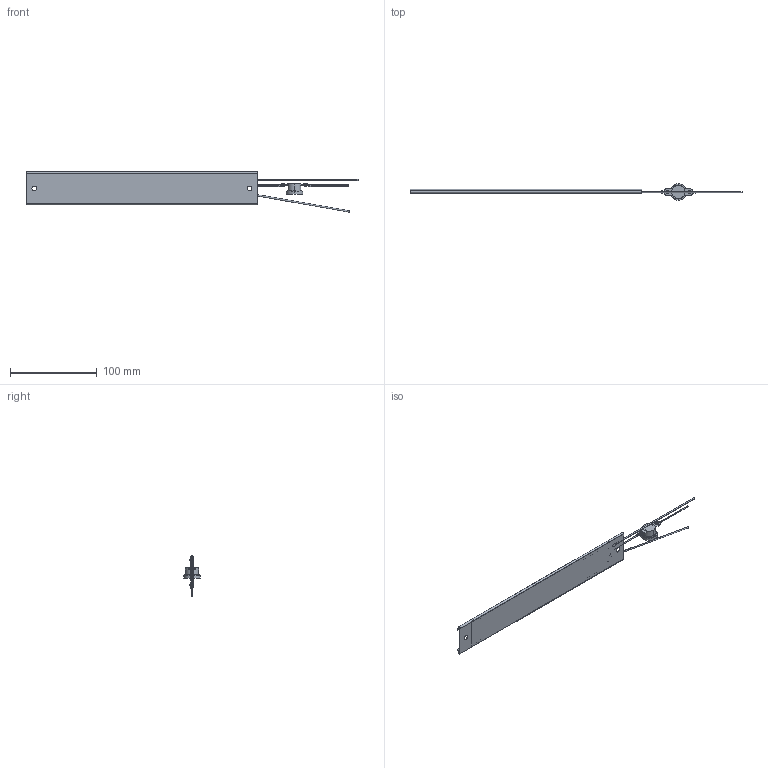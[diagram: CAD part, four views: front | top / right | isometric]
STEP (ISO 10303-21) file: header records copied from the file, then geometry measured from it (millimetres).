
FILE_DESCRIPTION (( 'STEP AP203' ), '1' );
FILE_NAME ('EH-75-VVV-50-24-X AUG2017 203.STEP', '2017-08-31T20:46:14', ( '' ), ( '' ), 'SwSTEP 2.0', 'SolidWorks 2017', '' );
FILE_SCHEMA (( 'CONFIG_CONTROL_DESIGN' ));
Length unit declared in the file: inch
Products named in the file (1): EH-75-VVV-50-24-X AUG2017 203
Bounding box: 381.92 x 19.05 x 46.45 mm (x, y, z)
Volume: 25233.1 mm3; surface area: 92387.4 mm2
Topology: 19 solids, 19 shells, 251 faces, 609 edges, 403 vertices
Faces by surface type: plane 138, cylinder 105, bspline 8
Entity records: 7937 total; most frequent: CARTESIAN_POINT 1787, DIRECTION 1298, ORIENTED_EDGE 1218, EDGE_CURVE 609, AXIS2_PLACEMENT_3D 470, VERTEX_POINT 403, LINE 358, VECTOR 358
